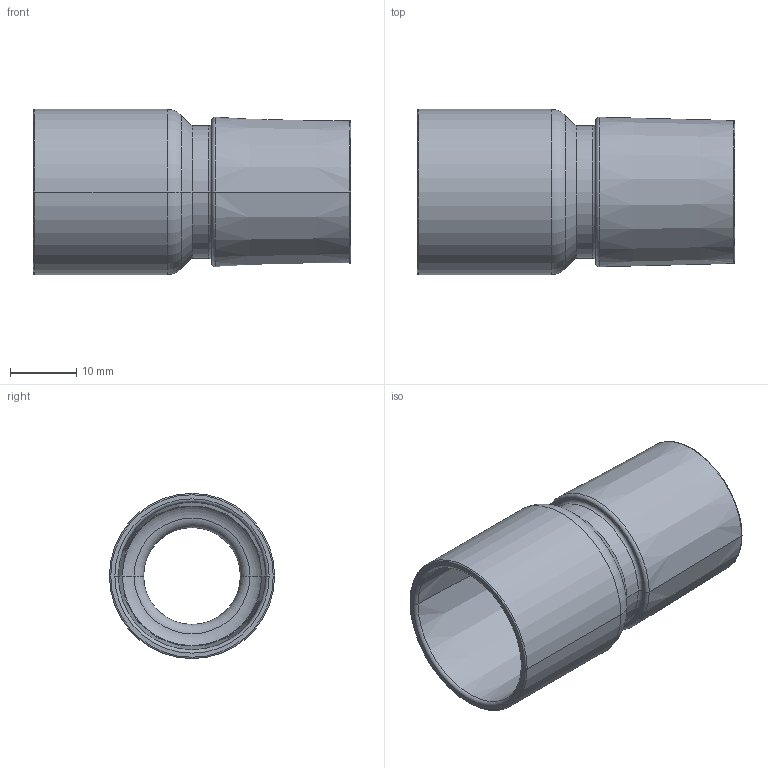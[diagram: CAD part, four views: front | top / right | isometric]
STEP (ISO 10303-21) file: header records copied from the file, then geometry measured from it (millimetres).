
FILE_DESCRIPTION (( 'STEP AP203' ), '1' );
FILE_NAME ('ISO 5356 Reducer M25 F22 - M22 F15.STEP', '2020-03-25T04:44:40', ( '' ), ( '' ), 'SwSTEP 2.0', 'SolidWorks 2018', '' );
FILE_SCHEMA (( 'CONFIG_CONTROL_DESIGN' ));
Length unit declared in the file: millimetre
Products named in the file (1): ISO 5356 Reducer M25 F22 - M22 F15
Bounding box: 48 x 25 x 25 mm (x, y, z)
Volume: 7806.9 mm3; surface area: 6715.2 mm2
Topology: 1 solids, 1 shells, 39 faces, 78 edges, 42 vertices
Faces by surface type: torus 20, cone 10, cylinder 6, plane 3
Entity records: 1095 total; most frequent: DIRECTION 220, CARTESIAN_POINT 160, ORIENTED_EDGE 156, AXIS2_PLACEMENT_3D 102, EDGE_CURVE 78, CIRCLE 62, VERTEX_POINT 42, EDGE_LOOP 42
